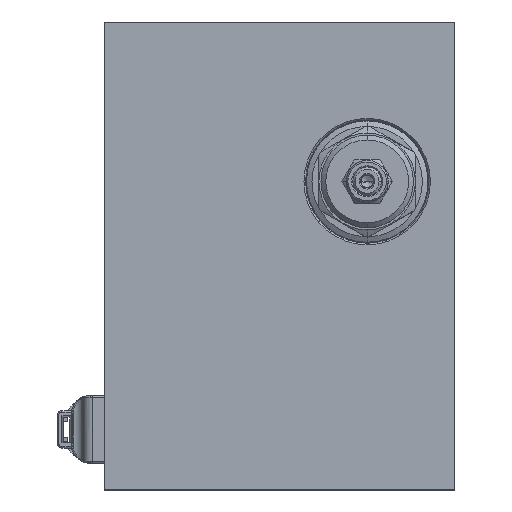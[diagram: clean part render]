
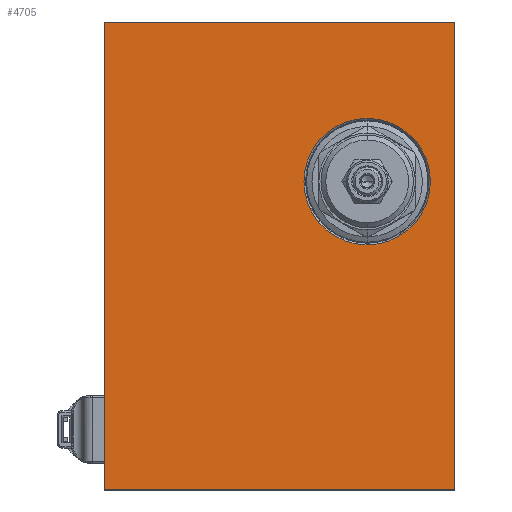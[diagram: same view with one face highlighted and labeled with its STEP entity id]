
A CAD part, top view. The second image highlights one B-rep face of the part: STEP entity #4705.
In plain terms, the highlighted planar face has unit normal (0, 0, 1).
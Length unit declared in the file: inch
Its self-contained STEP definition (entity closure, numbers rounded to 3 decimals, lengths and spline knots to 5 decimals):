
#173=DIRECTION('',(0.,-1.,0.));
#174=VECTOR('',#173,6.);
#175=CARTESIAN_POINT('',(0.,0.,6.375));
#176=LINE('',#175,#174);
#177=DIRECTION('',(-1.,0.,0.));
#178=VECTOR('',#177,4.5);
#179=CARTESIAN_POINT('',(4.5,0.,6.375));
#180=LINE('',#179,#178);
#181=DIRECTION('',(0.,1.,0.));
#182=VECTOR('',#181,6.);
#183=CARTESIAN_POINT('',(4.5,-6.,6.375));
#184=LINE('',#183,#182);
#185=DIRECTION('',(1.,0.,0.));
#186=VECTOR('',#185,4.5);
#187=CARTESIAN_POINT('',(0.,-6.,6.375));
#188=LINE('',#187,#186);
#189=CARTESIAN_POINT('',(3.375,-2.05,6.375));
#190=DIRECTION('',(0.,0.,-1.));
#191=DIRECTION('',(-1.,0.,0.));
#192=AXIS2_PLACEMENT_3D('',#189,#190,#191);
#194=CARTESIAN_POINT('',(3.375,-2.05,6.375));
#195=DIRECTION('',(0.,0.,-1.));
#196=DIRECTION('',(1.,0.,0.));
#197=AXIS2_PLACEMENT_3D('',#194,#195,#196);
#4008=CARTESIAN_POINT('',(0.,0.,6.375));
#4009=CARTESIAN_POINT('',(0.,-6.,6.375));
#4010=VERTEX_POINT('',#4008);
#4011=VERTEX_POINT('',#4009);
#4012=CARTESIAN_POINT('',(4.5,-6.,6.375));
#4013=VERTEX_POINT('',#4012);
#4014=CARTESIAN_POINT('',(4.5,0.,6.375));
#4015=VERTEX_POINT('',#4014);
#4068=CARTESIAN_POINT('',(2.563,-2.05,6.375));
#4069=CARTESIAN_POINT('',(4.187,-2.05,6.375));
#4070=VERTEX_POINT('',#4068);
#4071=VERTEX_POINT('',#4069);
#4688=CARTESIAN_POINT('',(0.,0.,6.375));
#4689=DIRECTION('',(0.,0.,1.));
#4690=DIRECTION('',(1.,0.,0.));
#4691=AXIS2_PLACEMENT_3D('',#4688,#4689,#4690);
#4692=PLANE('',#4691);
#4693=ORIENTED_EDGE('',*,*,#4574,.F.);
#4694=ORIENTED_EDGE('',*,*,#4601,.F.);
#4695=ORIENTED_EDGE('',*,*,#4627,.F.);
#4696=ORIENTED_EDGE('',*,*,#4664,.F.);
#4697=EDGE_LOOP('',(#4693,#4694,#4695,#4696));
#4698=FACE_OUTER_BOUND('',#4697,.F.);
#4700=ORIENTED_EDGE('',*,*,#4699,.F.);
#4702=ORIENTED_EDGE('',*,*,#4701,.F.);
#4703=EDGE_LOOP('',(#4700,#4702));
#4704=FACE_BOUND('',#4703,.F.);
#4705=ADVANCED_FACE('',(#4698,#4704),#4692,.T.);
#193=CIRCLE('',#192,0.812);
#198=CIRCLE('',#197,0.812);
#4574=EDGE_CURVE('',#4010,#4011,#176,.T.);
#4601=EDGE_CURVE('',#4015,#4010,#180,.T.);
#4627=EDGE_CURVE('',#4013,#4015,#184,.T.);
#4664=EDGE_CURVE('',#4011,#4013,#188,.T.);
#4699=EDGE_CURVE('',#4070,#4071,#193,.T.);
#4701=EDGE_CURVE('',#4071,#4070,#198,.T.);
